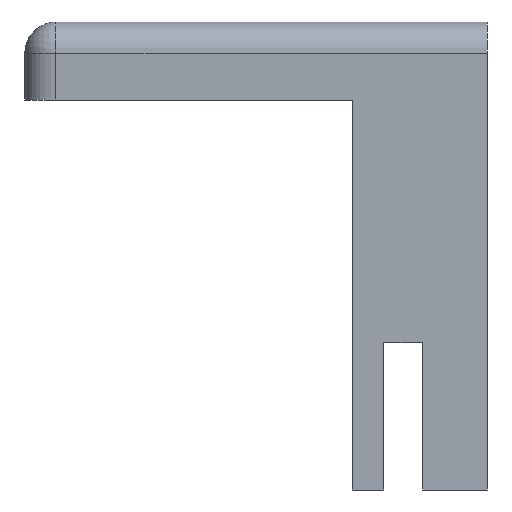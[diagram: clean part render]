
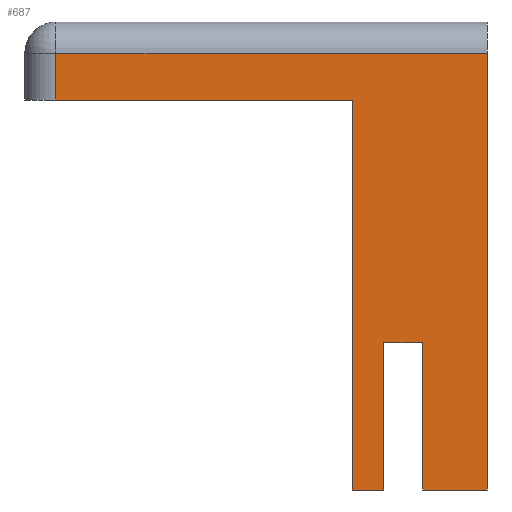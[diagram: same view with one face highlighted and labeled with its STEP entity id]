
A CAD part, front view. The second image highlights one B-rep face of the part: STEP entity #687.
In plain terms, the highlighted planar face has unit normal (0, -1, 0).
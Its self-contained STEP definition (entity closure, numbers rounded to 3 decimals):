
#34=PLANE('',#768);
#75=FACE_OUTER_BOUND('',#116,.T.);
#116=EDGE_LOOP('',(#548,#549,#550,#551,#552,#553,#554,#555,#556,#557));
#149=LINE('',#1054,#216);
#159=LINE('',#1097,#226);
#164=LINE('',#1114,#231);
#166=LINE('',#1118,#233);
#167=LINE('',#1120,#234);
#168=LINE('',#1122,#235);
#169=LINE('',#1124,#236);
#170=LINE('',#1126,#237);
#171=LINE('',#1128,#238);
#172=LINE('',#1129,#239);
#216=VECTOR('',#843,10.);
#226=VECTOR('',#893,10.);
#231=VECTOR('',#916,10.);
#233=VECTOR('',#920,10.);
#234=VECTOR('',#921,10.);
#235=VECTOR('',#922,10.);
#236=VECTOR('',#923,10.);
#237=VECTOR('',#924,10.);
#238=VECTOR('',#925,10.);
#239=VECTOR('',#926,10.);
#317=VERTEX_POINT('',#1051);
#318=VERTEX_POINT('',#1053);
#329=VERTEX_POINT('',#1089);
#331=VERTEX_POINT('',#1095);
#335=VERTEX_POINT('',#1117);
#336=VERTEX_POINT('',#1119);
#337=VERTEX_POINT('',#1121);
#338=VERTEX_POINT('',#1123);
#339=VERTEX_POINT('',#1125);
#340=VERTEX_POINT('',#1127);
#383=EDGE_CURVE('',#317,#318,#149,.T.);
#405=EDGE_CURVE('',#329,#331,#159,.T.);
#414=EDGE_CURVE('',#318,#329,#164,.T.);
#416=EDGE_CURVE('',#335,#317,#166,.T.);
#417=EDGE_CURVE('',#335,#336,#167,.T.);
#418=EDGE_CURVE('',#336,#337,#168,.T.);
#419=EDGE_CURVE('',#337,#338,#169,.T.);
#420=EDGE_CURVE('',#338,#339,#170,.T.);
#421=EDGE_CURVE('',#339,#340,#171,.T.);
#422=EDGE_CURVE('',#340,#331,#172,.T.);
#548=ORIENTED_EDGE('',*,*,#405,.F.);
#549=ORIENTED_EDGE('',*,*,#414,.F.);
#550=ORIENTED_EDGE('',*,*,#383,.F.);
#551=ORIENTED_EDGE('',*,*,#416,.F.);
#552=ORIENTED_EDGE('',*,*,#417,.T.);
#553=ORIENTED_EDGE('',*,*,#418,.T.);
#554=ORIENTED_EDGE('',*,*,#419,.T.);
#555=ORIENTED_EDGE('',*,*,#420,.T.);
#556=ORIENTED_EDGE('',*,*,#421,.T.);
#557=ORIENTED_EDGE('',*,*,#422,.T.);
#687=ADVANCED_FACE('',(#75),#34,.T.);
#768=AXIS2_PLACEMENT_3D('',#1116,#918,#919);
#843=DIRECTION('',(-1.,0.,0.));
#893=DIRECTION('',(1.,0.,0.));
#916=DIRECTION('',(0.,0.,1.));
#918=DIRECTION('center_axis',(0.,-1.,0.));
#919=DIRECTION('ref_axis',(1.,0.,0.));
#920=DIRECTION('',(0.,0.,1.));
#921=DIRECTION('',(1.,0.,0.));
#922=DIRECTION('',(0.,0.,1.));
#923=DIRECTION('',(1.,0.,0.));
#924=DIRECTION('',(0.,0.,-1.));
#925=DIRECTION('',(1.,0.,0.));
#926=DIRECTION('',(0.,0.,1.));
#1051=CARTESIAN_POINT('',(-52.388,-30.589,98.27));
#1053=CARTESIAN_POINT('',(-71.388,-30.589,98.27));
#1054=CARTESIAN_POINT('',(-52.388,-30.589,98.27));
#1089=CARTESIAN_POINT('',(-71.388,-30.589,101.27));
#1095=CARTESIAN_POINT('',(-43.738,-30.589,101.27));
#1097=CARTESIAN_POINT('',(-50.225,-30.589,101.27));
#1114=CARTESIAN_POINT('',(-71.388,-30.589,87.02));
#1116=CARTESIAN_POINT('Origin',(-52.388,-30.589,73.27));
#1117=CARTESIAN_POINT('',(-52.388,-30.589,73.27));
#1118=CARTESIAN_POINT('',(-52.388,-30.589,73.27));
#1119=CARTESIAN_POINT('',(-50.388,-30.589,73.27));
#1120=CARTESIAN_POINT('',(-52.388,-30.589,73.27));
#1121=CARTESIAN_POINT('',(-50.388,-30.589,82.7));
#1122=CARTESIAN_POINT('',(-50.388,-30.589,51.985));
#1123=CARTESIAN_POINT('',(-47.888,-30.589,82.7));
#1124=CARTESIAN_POINT('',(-50.138,-30.589,82.7));
#1125=CARTESIAN_POINT('',(-47.888,-30.589,73.27));
#1126=CARTESIAN_POINT('',(-47.888,-30.589,51.985));
#1127=CARTESIAN_POINT('',(-43.738,-30.589,73.27));
#1128=CARTESIAN_POINT('',(-52.388,-30.589,73.27));
#1129=CARTESIAN_POINT('',(-43.738,-30.589,73.27));
